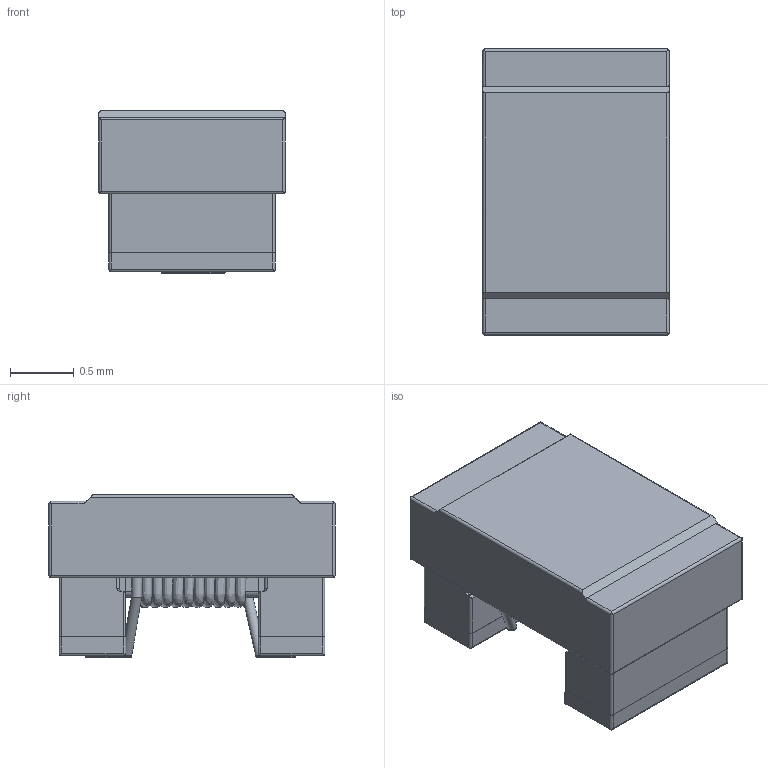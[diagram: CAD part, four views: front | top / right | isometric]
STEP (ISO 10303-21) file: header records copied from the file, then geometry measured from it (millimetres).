
FILE_DESCRIPTION(/* description */ ('Unknown'),/* implementation_level */ '2;1');
FILE_NAME(/* name */ 'SWF2012RF',/* time_stamp */ '2020-02-07T15:47:49+08:00',/* author */ ('Unknown'),/* organization */ ('Unknown'),/* preprocessor_version */ 'ST-DEVELOPER v16.7',/* originating_system */ 'DEX',/* authorisation */ $);
FILE_SCHEMA (('AUTOMOTIVE_DESIGN {1 0 10303 214 3 1 1}'));
Length unit declared in the file: millimetre
Products named in the file (1): SWF2012RF-上
Bounding box: 1.46 x 2.24 x 1.27 mm (x, y, z)
Volume: 4.1 mm3; surface area: 35.2 mm2
Topology: 12 solids, 12 shells, 189 faces, 456 edges, 286 vertices
Faces by surface type: cylinder 88, plane 74, bspline 12, torus 9, sphere 6
Entity records: 15128 total; most frequent: CARTESIAN_POINT 10592, DIRECTION 978, ORIENTED_EDGE 880, EDGE_CURVE 440, AXIS2_PLACEMENT_3D 370, VERTEX_POINT 286, LINE 238, VECTOR 238
